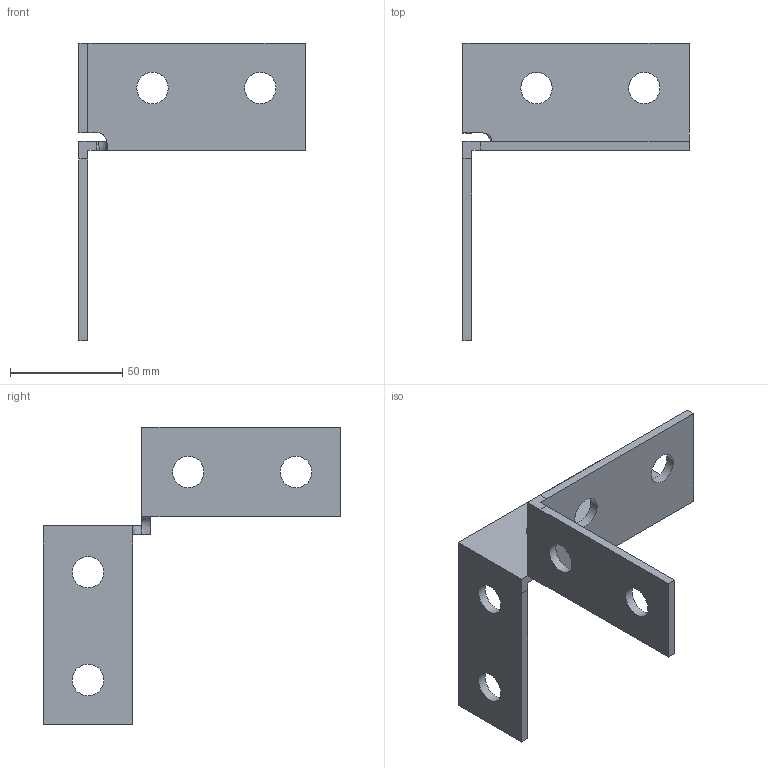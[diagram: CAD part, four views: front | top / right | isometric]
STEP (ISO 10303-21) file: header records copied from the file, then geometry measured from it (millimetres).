
FILE_DESCRIPTION(/* description */ (''),/* implementation_level */ '2;1');
FILE_NAME(/* name */ '2USG4.ipt.stp',/* time_stamp */ '2023-05-17T09:46:54+03:00',/* author */ ('Ртищев А.О.'),/* organization */ (''),/* preprocessor_version */ 'ST-DEVELOPER v19.2',/* originating_system */ 'Autodesk Inventor 2023',/* authorisation */ '');
FILE_SCHEMA (('AUTOMOTIVE_DESIGN { 1 0 10303 214 3 1 1 }'));
Length unit declared in the file: millimetre
Products named in the file (1): Пластина угловая 
двойная усиленная,
 2USG4
Bounding box: 100.81 x 132.62 x 132.62 mm (x, y, z)
Volume: 58598.5 mm3; surface area: 33691.2 mm2
Topology: 1 solids, 1 shells, 35 faces, 98 edges, 65 vertices
Faces by surface type: plane 25, cylinder 8, bspline 2
Full cylindrical faces by diameter (mm): 14 x8
Entity records: 2373 total; most frequent: CARTESIAN_POINT 1399, ORIENTED_EDGE 196, DIRECTION 174, EDGE_CURVE 98, LINE 74, VECTOR 74, VERTEX_POINT 65, EDGE_LOOP 51
